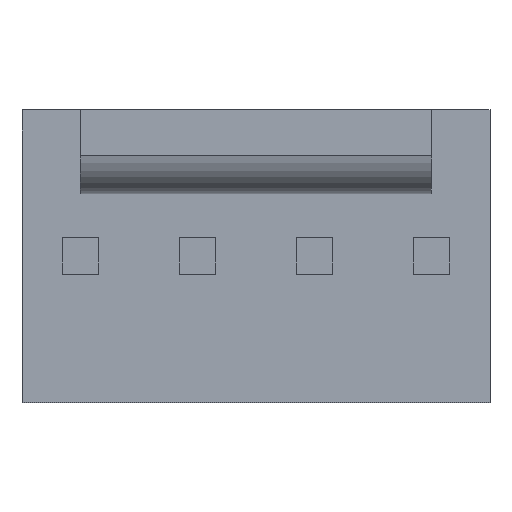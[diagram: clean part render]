
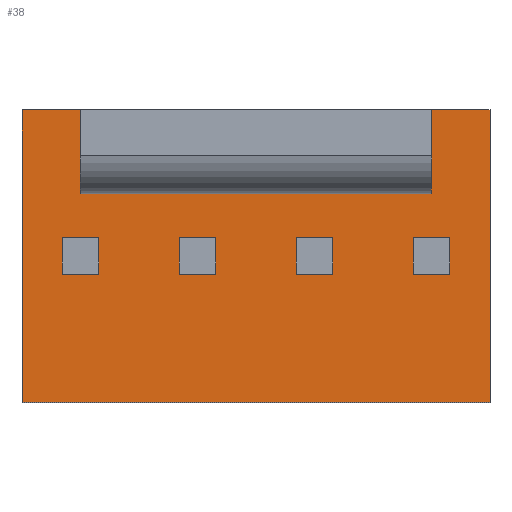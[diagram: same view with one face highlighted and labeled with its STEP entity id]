
A CAD part, top view. The second image highlights one B-rep face of the part: STEP entity #38.
In plain terms, the highlighted planar face has unit normal (0, 0, 1).
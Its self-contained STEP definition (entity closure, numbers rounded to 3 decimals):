
#22 = EDGE_CURVE ( 'NONE', #1169, #58, #376, .T. ) ;
#30 = ORIENTED_EDGE ( 'NONE', *, *, #31, .F. ) ;
#31 = EDGE_CURVE ( 'NONE', #1214, #1204, #361, .T. ) ;
#32 = ORIENTED_EDGE ( 'NONE', *, *, #1167, .F. ) ;
#33 = ORIENTED_EDGE ( 'NONE', *, *, #1197, .F. ) ;
#38 = ADVANCED_FACE ( 'NONE', ( #398 ), #400, .T. ) ;
#39 = EDGE_LOOP ( 'NONE', ( #30, #40, #41, #32, #33, #88, #89, #90 ) ) ;
#40 = ORIENTED_EDGE ( 'NONE', *, *, #1183, .F. ) ;
#41 = ORIENTED_EDGE ( 'NONE', *, *, #22, .F. ) ;
#58 = VERTEX_POINT ( 'NONE', #440 ) ;
#73 = EDGE_CURVE ( 'NONE', #1185, #1180, #466, .T. ) ;
#88 = ORIENTED_EDGE ( 'NONE', *, *, #1179, .F. ) ;
#89 = ORIENTED_EDGE ( 'NONE', *, *, #73, .F. ) ;
#90 = ORIENTED_EDGE ( 'NONE', *, *, #1205, .F. ) ;
#348 = VECTOR ( 'NONE', #367, 1000. ) ;
#349 = CARTESIAN_POINT ( 'NONE',  ( -1.27, 3.18, 3.17 ) ) ;
#352 = DIRECTION ( 'NONE',  ( 1., 0., 0. ) ) ;
#353 = VECTOR ( 'NONE', #352, 1000. ) ;
#354 = CARTESIAN_POINT ( 'NONE',  ( -1.27, 2.18, 3.17 ) ) ;
#361 = LINE ( 'NONE', #354, #353 ) ;
#367 = DIRECTION ( 'NONE',  ( 1., 0., 0. ) ) ;
#376 = LINE ( 'NONE', #349, #348 ) ;
#398 = FACE_OUTER_BOUND ( 'NONE', #39, .T. ) ;
#399 = AXIS2_PLACEMENT_3D ( 'NONE', #406, #405, #404 ) ;
#400 = PLANE ( 'NONE',  #399 ) ;
#404 = DIRECTION ( 'NONE',  ( 1., 0., 0. ) ) ;
#405 = DIRECTION ( 'NONE',  ( 0., 0., 1. ) ) ;
#406 = CARTESIAN_POINT ( 'NONE',  ( 0., 0., 3.17 ) ) ;
#440 = CARTESIAN_POINT ( 'NONE',  ( 0., 3.18, 3.17 ) ) ;
#466 = LINE ( 'NONE', #480, #479 ) ;
#478 = DIRECTION ( 'NONE',  ( 1., 0., 0. ) ) ;
#479 = VECTOR ( 'NONE', #478, 1000. ) ;
#480 = CARTESIAN_POINT ( 'NONE',  ( 7.62, 3.18, 3.17 ) ) ;
#950 = CARTESIAN_POINT ( 'NONE',  ( 7.62, 3.18, 3.17 ) ) ;
#951 = DIRECTION ( 'NONE',  ( 0., -1., 0. ) ) ;
#952 = VECTOR ( 'NONE', #951, 1000. ) ;
#953 = CARTESIAN_POINT ( 'NONE',  ( 0., 3.18, 3.17 ) ) ;
#954 = LINE ( 'NONE', #953, #952 ) ;
#965 = CARTESIAN_POINT ( 'NONE',  ( 8.89, 3.18, 3.17 ) ) ;
#966 = DIRECTION ( 'NONE',  ( 0., -1., 0. ) ) ;
#967 = VECTOR ( 'NONE', #966, 1000. ) ;
#968 = CARTESIAN_POINT ( 'NONE',  ( 8.89, 3.18, 3.17 ) ) ;
#969 = LINE ( 'NONE', #968, #967 ) ;
#987 = CARTESIAN_POINT ( 'NONE',  ( -1.27, -3.17, 3.17 ) ) ;
#988 = DIRECTION ( 'NONE',  ( 0., 1., 0. ) ) ;
#989 = VECTOR ( 'NONE', #988, 1000. ) ;
#990 = CARTESIAN_POINT ( 'NONE',  ( -1.27, 3.18, 3.17 ) ) ;
#1009 = CARTESIAN_POINT ( 'NONE',  ( -1.27, -3.17, 3.17 ) ) ;
#1010 = LINE ( 'NONE', #1009, #989 ) ;
#1031 = CARTESIAN_POINT ( 'NONE',  ( 8.89, -3.17, 3.17 ) ) ;
#1032 = DIRECTION ( 'NONE',  ( -1., 0., 0. ) ) ;
#1033 = VECTOR ( 'NONE', #1032, 1000. ) ;
#1034 = CARTESIAN_POINT ( 'NONE',  ( 8.89, -3.17, 3.17 ) ) ;
#1035 = LINE ( 'NONE', #1034, #1033 ) ;
#1086 = CARTESIAN_POINT ( 'NONE',  ( 0., 2.18, 3.17 ) ) ;
#1087 = CARTESIAN_POINT ( 'NONE',  ( 7.62, 2.18, 3.17 ) ) ;
#1099 = LINE ( 'NONE', #1139, #1138 ) ;
#1138 = VECTOR ( 'NONE', #1143, 1000. ) ;
#1139 = CARTESIAN_POINT ( 'NONE',  ( 7.62, 1.35, 3.17 ) ) ;
#1143 = DIRECTION ( 'NONE',  ( 0., 1., 0. ) ) ;
#1167 = EDGE_CURVE ( 'NONE', #1168, #1169, #1010, .T. ) ;
#1168 = VERTEX_POINT ( 'NONE', #987 ) ;
#1169 = VERTEX_POINT ( 'NONE', #990 ) ;
#1179 = EDGE_CURVE ( 'NONE', #1180, #1198, #969, .T. ) ;
#1180 = VERTEX_POINT ( 'NONE', #965 ) ;
#1183 = EDGE_CURVE ( 'NONE', #58, #1214, #954, .T. ) ;
#1185 = VERTEX_POINT ( 'NONE', #950 ) ;
#1197 = EDGE_CURVE ( 'NONE', #1198, #1168, #1035, .T. ) ;
#1198 = VERTEX_POINT ( 'NONE', #1031 ) ;
#1204 = VERTEX_POINT ( 'NONE', #1087 ) ;
#1205 = EDGE_CURVE ( 'NONE', #1204, #1185, #1099, .T. ) ;
#1214 = VERTEX_POINT ( 'NONE', #1086 ) ;
